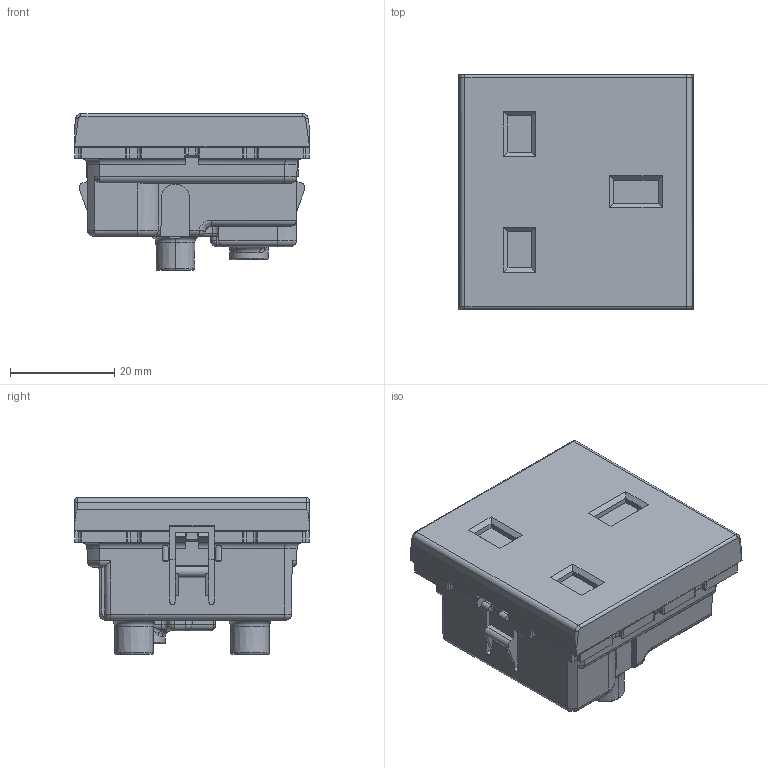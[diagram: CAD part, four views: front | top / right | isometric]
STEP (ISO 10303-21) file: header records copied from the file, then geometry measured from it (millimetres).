
FILE_DESCRIPTION(('CATIA V5 STEP Exchange','CAx-IF Rec.Pracs.--- Model Styling and Organization---1.5--- 2016-08-15','CAx-IF Rec.Pracs.---Supplemental Geometry---1.0---2011-11-01','CAx-IF Rec.Pracs.--- Composite Materials ---1.1---2010-07-15'),'2;1');
FILE_NAME('077505 _AllCATPart.stp','2023-01-16T09:31:27+00:00',('none'),('none'),'CATIA Version 5-6 Release 2020 SP3','CATIA V5 STEP AP214 v2','none');
FILE_SCHEMA(('AUTOMOTIVE_DESIGN { 1 0 10303 214 1 1 1 1 }'));
Length unit declared in the file: millimetre
Products named in the file (1): 077505 _AllCATPart
Bounding box: 45.07 x 45.05 x 30 mm (x, y, z)
Volume: 36816.8 mm3; surface area: 15456.7 mm2
Topology: 2 solids, 8 shells, 687 faces, 1965 edges, 1287 vertices
Faces by surface type: plane 414, cylinder 176, bspline 31, torus 29, cone 29, sphere 8
Entity records: 23900 total; most frequent: CARTESIAN_POINT 7835, ORIENTED_EDGE 3910, DIRECTION 2397, EDGE_CURVE 1955, VERTEX_POINT 1287, VECTOR 1161, LINE 1161, AXIS2_PLACEMENT_3D 741
